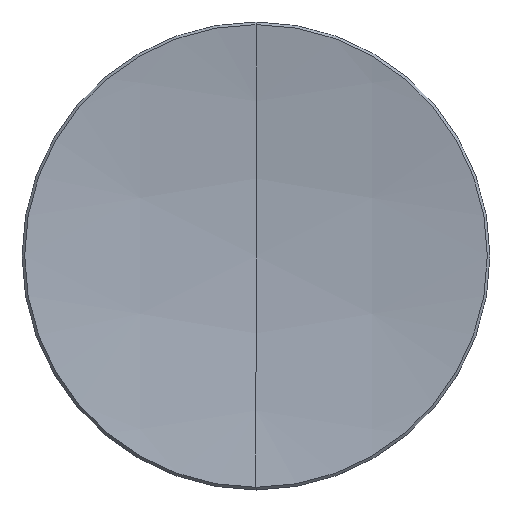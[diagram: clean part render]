
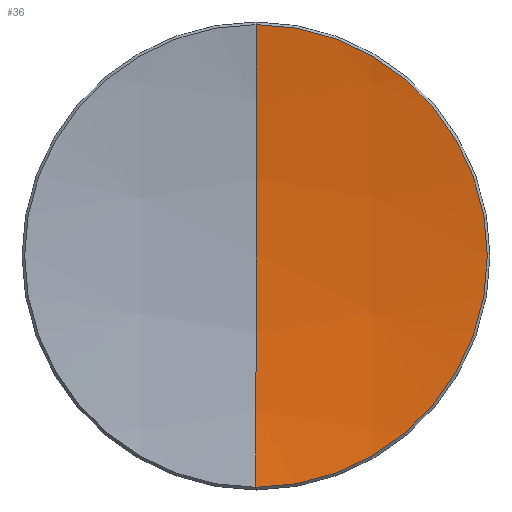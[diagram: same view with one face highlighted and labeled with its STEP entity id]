
A CAD part, top view. The second image highlights one B-rep face of the part: STEP entity #36.
In plain terms, the highlighted spherical face has radius 75.889 mm.
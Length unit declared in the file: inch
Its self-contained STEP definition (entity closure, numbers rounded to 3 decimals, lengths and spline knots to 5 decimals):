
#4 = EDGE_CURVE ( 'NONE', #160, #162, #92, .T. ) ;
#7 = ORIENTED_EDGE ( 'NONE', *, *, #240, .F. ) ;
#13 = AXIS2_PLACEMENT_3D ( 'NONE', #306, #74, #320 ) ;
#28 = CARTESIAN_POINT ( 'NONE',  ( 0., 0.49443, 0.09887 ) ) ;
#33 = DIRECTION ( 'NONE',  ( 0., -1., 0. ) ) ;
#35 = CARTESIAN_POINT ( 'NONE',  ( 0., 0., 0.09887 ) ) ;
#36 = ADVANCED_FACE ( 'NONE', ( #258 ), #77, .F. ) ;
#39 = DIRECTION ( 'NONE',  ( 0., -1., 0. ) ) ;
#44 = AXIS2_PLACEMENT_3D ( 'NONE', #35, #55, #39 ) ;
#55 = DIRECTION ( 'NONE',  ( 0., 0., 1. ) ) ;
#74 = DIRECTION ( 'NONE',  ( 1., 0., 0. ) ) ;
#77 = SPHERICAL_SURFACE ( 'NONE', #326, 2.98776 ) ;
#92 = CIRCLE ( 'NONE', #229, 2.98776 ) ;
#95 = CIRCLE ( 'NONE', #13, 2.98776 ) ;
#99 = CIRCLE ( 'NONE', #44, 0.49443 ) ;
#112 = DIRECTION ( 'NONE',  ( -1., 0., 0. ) ) ;
#114 = ORIENTED_EDGE ( 'NONE', *, *, #251, .T. ) ;
#129 = CARTESIAN_POINT ( 'NONE',  ( 0., -0.49443, 0.09887 ) ) ;
#145 = EDGE_LOOP ( 'NONE', ( #7, #203, #114 ) ) ;
#160 = VERTEX_POINT ( 'NONE', #233 ) ;
#162 = VERTEX_POINT ( 'NONE', #129 ) ;
#184 = DIRECTION ( 'NONE',  ( -1., 0., 0. ) ) ;
#203 = ORIENTED_EDGE ( 'NONE', *, *, #4, .T. ) ;
#229 = AXIS2_PLACEMENT_3D ( 'NONE', #272, #112, #33 ) ;
#233 = CARTESIAN_POINT ( 'NONE',  ( 0., 0., 0.05767 ) ) ;
#235 = VERTEX_POINT ( 'NONE', #28 ) ;
#240 = EDGE_CURVE ( 'NONE', #160, #235, #95, .T. ) ;
#251 = EDGE_CURVE ( 'NONE', #162, #235, #99, .T. ) ;
#258 = FACE_OUTER_BOUND ( 'NONE', #145, .T. ) ;
#265 = CARTESIAN_POINT ( 'NONE',  ( 0., 0., 3.04543 ) ) ;
#272 = CARTESIAN_POINT ( 'NONE',  ( 0., 0., 3.04543 ) ) ;
#306 = CARTESIAN_POINT ( 'NONE',  ( 0., 0., 3.04543 ) ) ;
#313 = DIRECTION ( 'NONE',  ( 0., 1., 0. ) ) ;
#320 = DIRECTION ( 'NONE',  ( 0., 0., -1. ) ) ;
#326 = AXIS2_PLACEMENT_3D ( 'NONE', #265, #184, #313 ) ;
